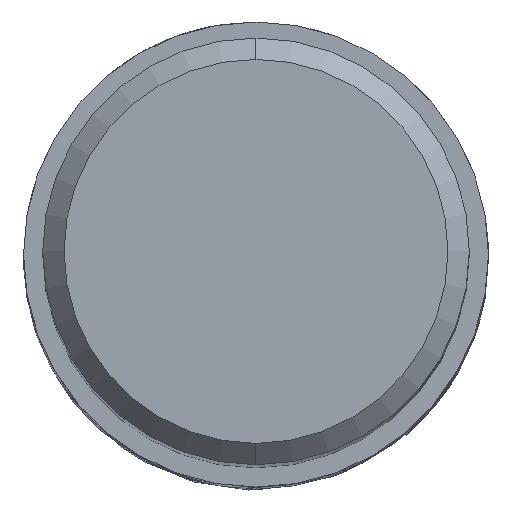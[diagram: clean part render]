
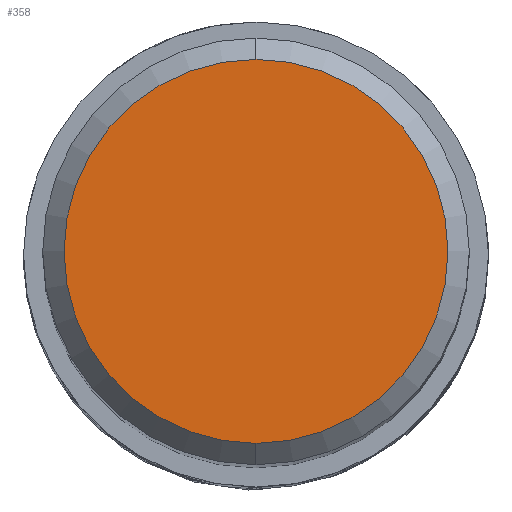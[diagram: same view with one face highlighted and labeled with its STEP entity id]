
A CAD part, top view. The second image highlights one B-rep face of the part: STEP entity #358.
In plain terms, the highlighted planar face has unit normal (0, 0, 1).
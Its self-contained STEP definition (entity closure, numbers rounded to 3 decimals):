
#358=ADVANCED_FACE('',(#898),#899,.T.);
#430=VERTEX_POINT('',#976);
#682=EDGE_CURVE('',#430,#714,#1252,.T.);
#686=EDGE_CURVE('',#714,#430,#1256,.T.);
#714=VERTEX_POINT('',#1287);
#898=FACE_OUTER_BOUND('',#2544,.T.);
#899=PLANE('',#2545);
#976=CARTESIAN_POINT('',(0.,-4.5,0.0));
#1252=CIRCLE('',#4587,4.5);
#1256=CIRCLE('',#4593,4.5);
#1287=CARTESIAN_POINT('',(0.0,4.5,0.0));
#2544=EDGE_LOOP('',(#5073,#5074));
#2545=AXIS2_PLACEMENT_3D('',#5075,#5076,#5077);
#4587=AXIS2_PLACEMENT_3D('',#5458,#5459,#5460);
#4593=AXIS2_PLACEMENT_3D('',#5464,#5465,#5466);
#5073=ORIENTED_EDGE('',*,*,#686,.F.);
#5074=ORIENTED_EDGE('',*,*,#682,.F.);
#5075=CARTESIAN_POINT('',(0.0,2.25,0.0));
#5076=DIRECTION('',(-0.0,0.0,1.0));
#5077=DIRECTION('',(0.0,-1.0,0.0));
#5458=CARTESIAN_POINT('',(0.0,0.0,0.0));
#5459=DIRECTION('',(0.0,0.0,-1.0));
#5460=DIRECTION('',(0.0,1.0,0.0));
#5464=CARTESIAN_POINT('',(0.0,0.0,0.0));
#5465=DIRECTION('',(0.0,0.0,-1.0));
#5466=DIRECTION('',(0.0,1.0,0.0));
